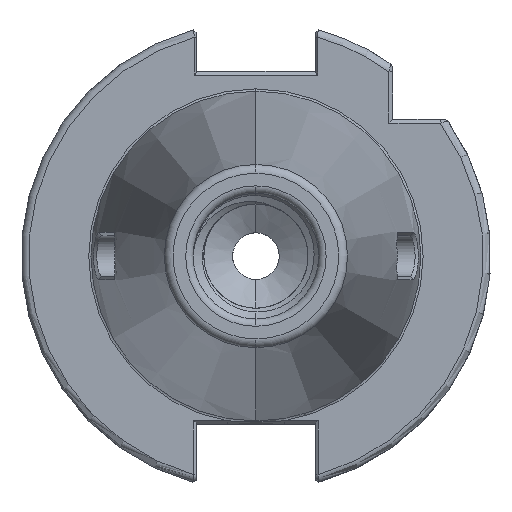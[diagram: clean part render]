
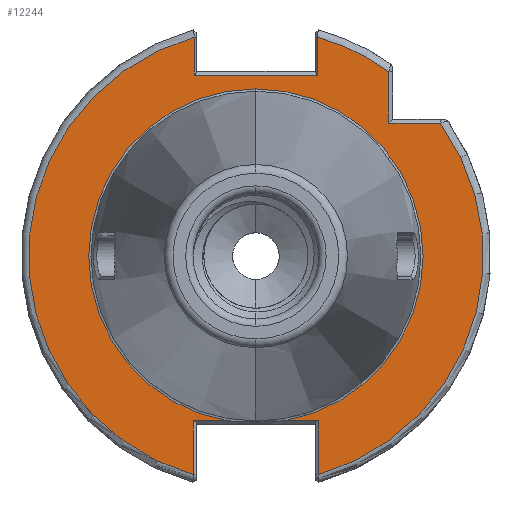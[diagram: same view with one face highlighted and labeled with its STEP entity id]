
A CAD part, left-side view. The second image highlights one B-rep face of the part: STEP entity #12244.
In plain terms, the highlighted planar face has unit normal (-1, 0, 0).
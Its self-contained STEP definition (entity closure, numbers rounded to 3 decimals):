
#1031 = EDGE_CURVE ( 'NONE', #4218, #4235, #11775, .T. ) ;
#1285 = CARTESIAN_POINT ( 'NONE',  ( 0., -18., 18. ) ) ;
#1302 = CARTESIAN_POINT ( 'NONE',  ( 0., 3.833, -22.3 ) ) ;
#1308 = CARTESIAN_POINT ( 'NONE',  ( 0., -18., 24.962 ) ) ;
#1340 = CARTESIAN_POINT ( 'NONE',  ( 0., -24.962, 18. ) ) ;
#1359 = CARTESIAN_POINT ( 'NONE',  ( 0., 8.451, -29.592 ) ) ;
#1367 = CARTESIAN_POINT ( 'NONE',  ( 0., -8.335, 24.5 ) ) ;
#1369 = CARTESIAN_POINT ( 'NONE',  ( 0., -8.451, -22.3 ) ) ;
#1374 = CARTESIAN_POINT ( 'NONE',  ( 0., -8.451, -29.592 ) ) ;
#1378 = CARTESIAN_POINT ( 'NONE',  ( 0., 8.335, 24.5 ) ) ;
#1386 = CARTESIAN_POINT ( 'NONE',  ( 0., -8.335, 29.625 ) ) ;
#1392 = CARTESIAN_POINT ( 'NONE',  ( 0., 8.451, -22.3 ) ) ;
#1403 = CARTESIAN_POINT ( 'NONE',  ( 0., 8.335, 29.625 ) ) ;
#4218 = VERTEX_POINT ( 'NONE', #6969 ) ;
#4235 = VERTEX_POINT ( 'NONE', #7012 ) ;
#4241 = EDGE_LOOP ( 'NONE', ( #6039, #6053, #6003, #6105, #6027, #6030, #6021, #6004, #5992, #6000, #6074, #6096, #5994, #6116 ) ) ;
#5992 = ORIENTED_EDGE ( 'NONE', *, *, #9436, .T. ) ;
#5994 = ORIENTED_EDGE ( 'NONE', *, *, #9402, .T. ) ;
#6000 = ORIENTED_EDGE ( 'NONE', *, *, #9432, .T. ) ;
#6003 = ORIENTED_EDGE ( 'NONE', *, *, #9245, .T. ) ;
#6004 = ORIENTED_EDGE ( 'NONE', *, *, #9403, .T. ) ;
#6021 = ORIENTED_EDGE ( 'NONE', *, *, #9391, .T. ) ;
#6027 = ORIENTED_EDGE ( 'NONE', *, *, #9435, .T. ) ;
#6030 = ORIENTED_EDGE ( 'NONE', *, *, #9429, .T. ) ;
#6039 = ORIENTED_EDGE ( 'NONE', *, *, #9248, .T. ) ;
#6053 = ORIENTED_EDGE ( 'NONE', *, *, #9194, .T. ) ;
#6074 = ORIENTED_EDGE ( 'NONE', *, *, #1031, .T. ) ;
#6096 = ORIENTED_EDGE ( 'NONE', *, *, #9407, .T. ) ;
#6105 = ORIENTED_EDGE ( 'NONE', *, *, #9216, .T. ) ;
#6116 = ORIENTED_EDGE ( 'NONE', *, *, #9440, .T. ) ;
#6764 = DIRECTION ( 'NONE',  ( 1., 0., 0. ) ) ;
#6792 = CARTESIAN_POINT ( 'NONE',  ( 0., 22.692, 0. ) ) ;
#6797 = DIRECTION ( 'NONE',  ( 0., 0., -1. ) ) ;
#6800 = PLANE ( 'NONE',  #9126 ) ;
#6969 = CARTESIAN_POINT ( 'NONE',  ( 0., 0., 22.627 ) ) ;
#7012 = CARTESIAN_POINT ( 'NONE',  ( 0., -3.833, -22.3 ) ) ;
#7095 = DIRECTION ( 'NONE',  ( 0., 0., 1. ) ) ;
#7102 = CARTESIAN_POINT ( 'NONE',  ( 0., -18., 24.594 ) ) ;
#7224 = DIRECTION ( 'NONE',  ( 0., 0., -1. ) ) ;
#7233 = CARTESIAN_POINT ( 'NONE',  ( 0., -8.335, 25. ) ) ;
#7452 = CARTESIAN_POINT ( 'NONE',  ( 0., -18.5, 18. ) ) ;
#7463 = DIRECTION ( 'NONE',  ( -1., 0., 0. ) ) ;
#7466 = DIRECTION ( 'NONE',  ( 0., 1., 0. ) ) ;
#7468 = CARTESIAN_POINT ( 'NONE',  ( 0., 0., 0. ) ) ;
#7488 = DIRECTION ( 'NONE',  ( 0., 0., -1. ) ) ;
#8375 = DIRECTION ( 'NONE',  ( 0., 0., -1. ) ) ;
#8391 = DIRECTION ( 'NONE',  ( -1., 0., 0. ) ) ;
#8409 = CARTESIAN_POINT ( 'NONE',  ( 0., 0., 0. ) ) ;
#8452 = DIRECTION ( 'NONE',  ( 0., -1., 0. ) ) ;
#8471 = CARTESIAN_POINT ( 'NONE',  ( 0., 22.692, -22.3 ) ) ;
#8475 = CARTESIAN_POINT ( 'NONE',  ( 0., 8.451, 0. ) ) ;
#8484 = DIRECTION ( 'NONE',  ( 0., 0., 1. ) ) ;
#8485 = CARTESIAN_POINT ( 'NONE',  ( 0., -8.451, 0. ) ) ;
#8499 = DIRECTION ( 'NONE',  ( 0., 0., -1. ) ) ;
#8587 = CARTESIAN_POINT ( 'NONE',  ( 0., 8.335, 29.704 ) ) ;
#8589 = CARTESIAN_POINT ( 'NONE',  ( 0., 22.692, -22.3 ) ) ;
#8596 = CARTESIAN_POINT ( 'NONE',  ( 0., 8.05, 24.5 ) ) ;
#8597 = DIRECTION ( 'NONE',  ( 0., 0., -1. ) ) ;
#8601 = CARTESIAN_POINT ( 'NONE',  ( 0., 0., 0. ) ) ;
#8602 = DIRECTION ( 'NONE',  ( 0., -1., 0. ) ) ;
#8608 = DIRECTION ( 'NONE',  ( 0., 0., 1. ) ) ;
#8620 = DIRECTION ( 'NONE',  ( 0., 1., 0. ) ) ;
#8625 = DIRECTION ( 'NONE',  ( 1., 0., 0. ) ) ;
#8639 = CARTESIAN_POINT ( 'NONE',  ( 0., 0., 0. ) ) ;
#8640 = DIRECTION ( 'NONE',  ( -1., 0., 0. ) ) ;
#8642 = DIRECTION ( 'NONE',  ( 0., 0., -1. ) ) ;
#9126 = AXIS2_PLACEMENT_3D ( 'NONE', #6792, #6764, #6797 ) ;
#9145 = AXIS2_PLACEMENT_3D ( 'NONE', #8409, #8391, #8375 ) ;
#9160 = AXIS2_PLACEMENT_3D ( 'NONE', #8601, #8625, #8597 ) ;
#9172 = AXIS2_PLACEMENT_3D ( 'NONE', #8639, #8640, #8642 ) ;
#9194 = EDGE_CURVE ( 'NONE', #10326, #10360, #11788, .T. ) ;
#9216 = EDGE_CURVE ( 'NONE', #10381, #10397, #11881, .T. ) ;
#9245 = EDGE_CURVE ( 'NONE', #10360, #10381, #11883, .T. ) ;
#9248 = EDGE_CURVE ( 'NONE', #10342, #10326, #11907, .T. ) ;
#9391 = EDGE_CURVE ( 'NONE', #10396, #10407, #11165, .T. ) ;
#9402 = EDGE_CURVE ( 'NONE', #10402, #10392, #11121, .T. ) ;
#9403 = EDGE_CURVE ( 'NONE', #10407, #10379, #11207, .T. ) ;
#9407 = EDGE_CURVE ( 'NONE', #4235, #10402, #11145, .T. ) ;
#9429 = EDGE_CURVE ( 'NONE', #10362, #10396, #11299, .T. ) ;
#9432 = EDGE_CURVE ( 'NONE', #10355, #4218, #11202, .T. ) ;
#9435 = EDGE_CURVE ( 'NONE', #10397, #10362, #11233, .T. ) ;
#9436 = EDGE_CURVE ( 'NONE', #10379, #10355, #11332, .T. ) ;
#9440 = EDGE_CURVE ( 'NONE', #10392, #10342, #11237, .T. ) ;
#9574 = AXIS2_PLACEMENT_3D ( 'NONE', #10973, #11102, #11125 ) ;
#9612 = AXIS2_PLACEMENT_3D ( 'NONE', #7468, #7463, #7488 ) ;
#10326 = VERTEX_POINT ( 'NONE', #1285 ) ;
#10342 = VERTEX_POINT ( 'NONE', #1340 ) ;
#10355 = VERTEX_POINT ( 'NONE', #1302 ) ;
#10360 = VERTEX_POINT ( 'NONE', #1308 ) ;
#10362 = VERTEX_POINT ( 'NONE', #1378 ) ;
#10379 = VERTEX_POINT ( 'NONE', #1392 ) ;
#10381 = VERTEX_POINT ( 'NONE', #1386 ) ;
#10392 = VERTEX_POINT ( 'NONE', #1374 ) ;
#10396 = VERTEX_POINT ( 'NONE', #1403 ) ;
#10397 = VERTEX_POINT ( 'NONE', #1367 ) ;
#10402 = VERTEX_POINT ( 'NONE', #1369 ) ;
#10407 = VERTEX_POINT ( 'NONE', #1359 ) ;
#10750 = FACE_OUTER_BOUND ( 'NONE', #4241, .T. ) ;
#10973 = CARTESIAN_POINT ( 'NONE',  ( 0., 0., 0. ) ) ;
#11102 = DIRECTION ( 'NONE',  ( 1., 0., 0. ) ) ;
#11108 = VECTOR ( 'NONE', #8484, 1000. ) ;
#11121 = LINE ( 'NONE', #8485, #11137 ) ;
#11125 = DIRECTION ( 'NONE',  ( 0., 0., -1. ) ) ;
#11137 = VECTOR ( 'NONE', #8499, 1000. ) ;
#11145 = LINE ( 'NONE', #8471, #11185 ) ;
#11165 = CIRCLE ( 'NONE', #9145, 30.775 ) ;
#11185 = VECTOR ( 'NONE', #8452, 1000. ) ;
#11202 = CIRCLE ( 'NONE', #9160, 22.627 ) ;
#11207 = LINE ( 'NONE', #8475, #11108 ) ;
#11233 = LINE ( 'NONE', #8596, #11315 ) ;
#11237 = CIRCLE ( 'NONE', #9172, 30.775 ) ;
#11274 = VECTOR ( 'NONE', #8608, 1000. ) ;
#11299 = LINE ( 'NONE', #8587, #11274 ) ;
#11315 = VECTOR ( 'NONE', #8620, 1000. ) ;
#11332 = LINE ( 'NONE', #8589, #11343 ) ;
#11343 = VECTOR ( 'NONE', #8602, 1000. ) ;
#11775 = CIRCLE ( 'NONE', #9574, 22.627 ) ;
#11788 = LINE ( 'NONE', #7102, #11797 ) ;
#11797 = VECTOR ( 'NONE', #7095, 1000. ) ;
#11851 = VECTOR ( 'NONE', #7224, 1000. ) ;
#11881 = LINE ( 'NONE', #7233, #11851 ) ;
#11883 = CIRCLE ( 'NONE', #9612, 30.775 ) ;
#11898 = VECTOR ( 'NONE', #7466, 1000. ) ;
#11907 = LINE ( 'NONE', #7452, #11898 ) ;
#12244 = ADVANCED_FACE ( 'NONE', ( #10750 ), #6800, .F. ) ;
